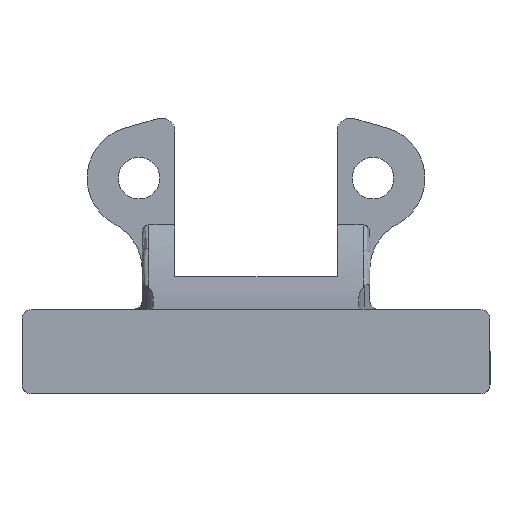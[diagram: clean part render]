
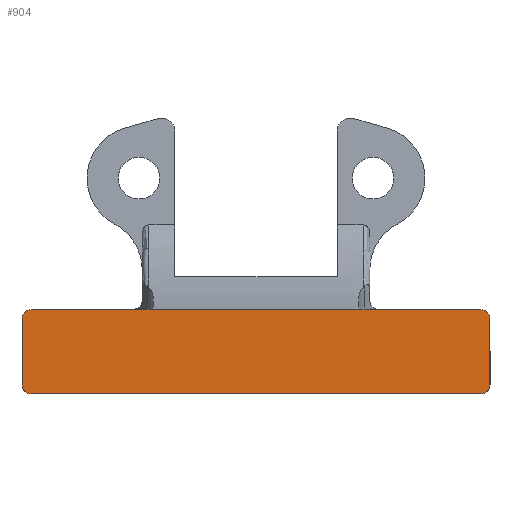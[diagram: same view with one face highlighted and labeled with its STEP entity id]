
A CAD part, left-side view. The second image highlights one B-rep face of the part: STEP entity #904.
In plain terms, the highlighted planar face has unit normal (-1, 0, 0).
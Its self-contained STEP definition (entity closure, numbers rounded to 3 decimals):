
#39=PLANE('',#990);
#70=FACE_OUTER_BOUND('',#117,.T.);
#117=EDGE_LOOP('',(#664,#665,#666,#667,#668,#669,#670,#671,#672,#673,#674,
#675,#676,#677));
#167=CIRCLE('',#991,0.7);
#168=CIRCLE('',#992,0.7);
#169=CIRCLE('',#993,0.7);
#170=CIRCLE('',#994,0.7);
#191=LINE('',#1306,#264);
#192=LINE('',#1334,#265);
#210=LINE('',#1442,#283);
#211=LINE('',#1465,#284);
#225=LINE('',#1568,#298);
#226=LINE('',#1573,#299);
#227=LINE('',#1577,#300);
#228=LINE('',#1581,#301);
#264=VECTOR('',#1050,10.);
#265=VECTOR('',#1051,10.);
#283=VECTOR('',#1105,10.);
#284=VECTOR('',#1106,10.);
#298=VECTOR('',#1150,10.);
#299=VECTOR('',#1155,10.);
#300=VECTOR('',#1158,10.);
#301=VECTOR('',#1161,10.);
#345=B_SPLINE_CURVE_WITH_KNOTS('',3,(#1488,#1489,#1490,#1491,#1492,#1493,
#1494,#1495,#1496,#1497,#1498,#1499,#1500,#1501,#1502,#1503,#1504,#1505,
#1506,#1507,#1508,#1509,#1510,#1511,#1512,#1513),.UNSPECIFIED.,.F.,.F.,
(4,2,2,2,2,2,2,2,2,2,2,2,4),(0.,0.001,0.013,
0.018,0.019,0.019,0.019,
0.019,0.019,0.02,0.021,
0.025,0.038),.UNSPECIFIED.);
#347=B_SPLINE_CURVE_WITH_KNOTS('',3,(#1583,#1584,#1585,#1586,#1587,#1588,
#1589,#1590,#1591,#1592,#1593,#1594,#1595,#1596,#1597,#1598,#1599,#1600,
#1601,#1602,#1603,#1604,#1605,#1606,#1607,#1608),.UNSPECIFIED.,.F.,.F.,
(4,2,2,2,2,2,2,2,2,2,2,2,4),(0.,0.001,0.011,
0.019,0.019,0.019,0.019,
0.02,0.02,0.02,0.022,
0.026,0.039),.UNSPECIFIED.);
#353=VERTEX_POINT('',#1303);
#354=VERTEX_POINT('',#1305);
#356=VERTEX_POINT('',#1320);
#357=VERTEX_POINT('',#1333);
#372=VERTEX_POINT('',#1406);
#380=VERTEX_POINT('',#1439);
#381=VERTEX_POINT('',#1441);
#383=VERTEX_POINT('',#1454);
#402=VERTEX_POINT('',#1570);
#403=VERTEX_POINT('',#1572);
#404=VERTEX_POINT('',#1574);
#405=VERTEX_POINT('',#1576);
#406=VERTEX_POINT('',#1578);
#407=VERTEX_POINT('',#1580);
#440=EDGE_CURVE('',#353,#354,#191,.T.);
#443=EDGE_CURVE('',#356,#357,#192,.T.);
#475=EDGE_CURVE('',#380,#381,#210,.T.);
#478=EDGE_CURVE('',#383,#372,#211,.T.);
#480=EDGE_CURVE('',#381,#383,#345,.T.);
#503=EDGE_CURVE('',#372,#353,#225,.T.);
#504=EDGE_CURVE('',#402,#380,#167,.T.);
#505=EDGE_CURVE('',#403,#402,#226,.T.);
#506=EDGE_CURVE('',#404,#403,#168,.T.);
#507=EDGE_CURVE('',#404,#405,#227,.T.);
#508=EDGE_CURVE('',#406,#405,#169,.T.);
#509=EDGE_CURVE('',#406,#407,#228,.T.);
#510=EDGE_CURVE('',#357,#407,#170,.T.);
#511=EDGE_CURVE('',#354,#356,#347,.T.);
#664=ORIENTED_EDGE('',*,*,#480,.F.);
#665=ORIENTED_EDGE('',*,*,#475,.F.);
#666=ORIENTED_EDGE('',*,*,#504,.F.);
#667=ORIENTED_EDGE('',*,*,#505,.F.);
#668=ORIENTED_EDGE('',*,*,#506,.F.);
#669=ORIENTED_EDGE('',*,*,#507,.T.);
#670=ORIENTED_EDGE('',*,*,#508,.F.);
#671=ORIENTED_EDGE('',*,*,#509,.T.);
#672=ORIENTED_EDGE('',*,*,#510,.F.);
#673=ORIENTED_EDGE('',*,*,#443,.F.);
#674=ORIENTED_EDGE('',*,*,#511,.F.);
#675=ORIENTED_EDGE('',*,*,#440,.F.);
#676=ORIENTED_EDGE('',*,*,#503,.F.);
#677=ORIENTED_EDGE('',*,*,#478,.F.);
#904=ADVANCED_FACE('',(#70),#39,.T.);
#990=AXIS2_PLACEMENT_3D('',#1569,#1151,#1152);
#991=AXIS2_PLACEMENT_3D('',#1571,#1153,#1154);
#992=AXIS2_PLACEMENT_3D('',#1575,#1156,#1157);
#993=AXIS2_PLACEMENT_3D('',#1579,#1159,#1160);
#994=AXIS2_PLACEMENT_3D('',#1582,#1162,#1163);
#1050=DIRECTION('',(0.,-1.,0.));
#1051=DIRECTION('',(0.,-1.,0.));
#1105=DIRECTION('',(0.,-1.,0.));
#1106=DIRECTION('',(0.,-1.,0.));
#1150=DIRECTION('',(0.,-1.,0.));
#1151=DIRECTION('center_axis',(-1.,0.,0.));
#1152=DIRECTION('ref_axis',(0.,0.,-1.));
#1153=DIRECTION('center_axis',(1.,0.,0.));
#1154=DIRECTION('ref_axis',(0.,0.707,0.707));
#1155=DIRECTION('',(0.,0.,1.));
#1156=DIRECTION('center_axis',(1.,0.,0.));
#1157=DIRECTION('ref_axis',(0.,0.707,-0.707));
#1158=DIRECTION('',(0.,-1.,0.));
#1159=DIRECTION('center_axis',(1.,0.,0.));
#1160=DIRECTION('ref_axis',(0.,-0.707,-0.707));
#1161=DIRECTION('',(0.,0.,1.));
#1162=DIRECTION('center_axis',(1.,0.,0.));
#1163=DIRECTION('ref_axis',(0.,-0.707,0.707));
#1303=CARTESIAN_POINT('',(-19.5,10.091,6.5));
#1305=CARTESIAN_POINT('',(-19.5,8.734,6.5));
#1306=CARTESIAN_POINT('',(-19.5,36.,6.5));
#1320=CARTESIAN_POINT('',(-19.5,8.366,6.5));
#1333=CARTESIAN_POINT('',(-19.5,0.7,6.5));
#1334=CARTESIAN_POINT('',(-19.5,36.,6.5));
#1406=CARTESIAN_POINT('',(-19.5,25.909,6.5));
#1439=CARTESIAN_POINT('',(-19.5,35.3,6.5));
#1441=CARTESIAN_POINT('',(-19.5,27.634,6.5));
#1442=CARTESIAN_POINT('',(-19.5,36.,6.5));
#1454=CARTESIAN_POINT('',(-19.5,27.266,6.5));
#1465=CARTESIAN_POINT('',(-19.5,36.,6.5));
#1488=CARTESIAN_POINT('Ctrl Pts',(-19.5,27.634,6.5));
#1489=CARTESIAN_POINT('Ctrl Pts',(-19.5,27.63,6.5));
#1490=CARTESIAN_POINT('Ctrl Pts',(-19.5,27.627,6.5));
#1491=CARTESIAN_POINT('Ctrl Pts',(-19.5,27.582,6.5));
#1492=CARTESIAN_POINT('Ctrl Pts',(-19.5,27.543,6.498));
#1493=CARTESIAN_POINT('Ctrl Pts',(-19.5,27.488,6.497));
#1494=CARTESIAN_POINT('Ctrl Pts',(-19.5,27.473,6.496));
#1495=CARTESIAN_POINT('Ctrl Pts',(-19.5,27.455,6.496));
#1496=CARTESIAN_POINT('Ctrl Pts',(-19.5,27.454,6.496));
#1497=CARTESIAN_POINT('Ctrl Pts',(-19.5,27.452,6.496));
#1498=CARTESIAN_POINT('Ctrl Pts',(-19.5,27.452,6.496));
#1499=CARTESIAN_POINT('Ctrl Pts',(-19.5,27.451,6.496));
#1500=CARTESIAN_POINT('Ctrl Pts',(-19.5,27.45,6.496));
#1501=CARTESIAN_POINT('Ctrl Pts',(-19.5,27.45,6.496));
#1502=CARTESIAN_POINT('Ctrl Pts',(-19.5,27.449,6.496));
#1503=CARTESIAN_POINT('Ctrl Pts',(-19.5,27.448,6.496));
#1504=CARTESIAN_POINT('Ctrl Pts',(-19.5,27.448,6.496));
#1505=CARTESIAN_POINT('Ctrl Pts',(-19.5,27.445,6.496));
#1506=CARTESIAN_POINT('Ctrl Pts',(-19.5,27.444,6.496));
#1507=CARTESIAN_POINT('Ctrl Pts',(-19.5,27.438,6.496));
#1508=CARTESIAN_POINT('Ctrl Pts',(-19.5,27.433,6.496));
#1509=CARTESIAN_POINT('Ctrl Pts',(-19.5,27.416,6.497));
#1510=CARTESIAN_POINT('Ctrl Pts',(-19.5,27.404,6.497));
#1511=CARTESIAN_POINT('Ctrl Pts',(-19.5,27.351,6.498));
#1512=CARTESIAN_POINT('Ctrl Pts',(-19.5,27.309,6.5));
#1513=CARTESIAN_POINT('Ctrl Pts',(-19.5,27.266,6.5));
#1568=CARTESIAN_POINT('',(-19.5,36.,6.5));
#1569=CARTESIAN_POINT('Origin',(-19.5,36.,6.5));
#1570=CARTESIAN_POINT('',(-19.5,36.,5.8));
#1571=CARTESIAN_POINT('Origin',(-19.5,35.3,5.8));
#1572=CARTESIAN_POINT('',(-19.5,36.,0.7));
#1573=CARTESIAN_POINT('',(-19.5,36.,0.));
#1574=CARTESIAN_POINT('',(-19.5,35.3,0.));
#1575=CARTESIAN_POINT('Origin',(-19.5,35.3,0.7));
#1576=CARTESIAN_POINT('',(-19.5,0.7,0.));
#1577=CARTESIAN_POINT('',(-19.5,36.,0.));
#1578=CARTESIAN_POINT('',(-19.5,0.,0.7));
#1579=CARTESIAN_POINT('Origin',(-19.5,0.7,0.7));
#1580=CARTESIAN_POINT('',(-19.5,0.,5.8));
#1581=CARTESIAN_POINT('',(-19.5,0.,4.875));
#1582=CARTESIAN_POINT('Origin',(-19.5,0.7,5.8));
#1583=CARTESIAN_POINT('Ctrl Pts',(-19.5,8.734,6.5));
#1584=CARTESIAN_POINT('Ctrl Pts',(-19.5,8.73,6.5));
#1585=CARTESIAN_POINT('Ctrl Pts',(-19.5,8.727,6.5));
#1586=CARTESIAN_POINT('Ctrl Pts',(-19.5,8.69,6.5));
#1587=CARTESIAN_POINT('Ctrl Pts',(-19.5,8.657,6.499));
#1588=CARTESIAN_POINT('Ctrl Pts',(-19.5,8.602,6.497));
#1589=CARTESIAN_POINT('Ctrl Pts',(-19.5,8.581,6.497));
#1590=CARTESIAN_POINT('Ctrl Pts',(-19.5,8.556,6.496));
#1591=CARTESIAN_POINT('Ctrl Pts',(-19.5,8.554,6.496));
#1592=CARTESIAN_POINT('Ctrl Pts',(-19.5,8.552,6.496));
#1593=CARTESIAN_POINT('Ctrl Pts',(-19.5,8.552,6.496));
#1594=CARTESIAN_POINT('Ctrl Pts',(-19.5,8.551,6.496));
#1595=CARTESIAN_POINT('Ctrl Pts',(-19.5,8.551,6.496));
#1596=CARTESIAN_POINT('Ctrl Pts',(-19.5,8.55,6.496));
#1597=CARTESIAN_POINT('Ctrl Pts',(-19.5,8.549,6.496));
#1598=CARTESIAN_POINT('Ctrl Pts',(-19.5,8.548,6.496));
#1599=CARTESIAN_POINT('Ctrl Pts',(-19.5,8.548,6.496));
#1600=CARTESIAN_POINT('Ctrl Pts',(-19.5,8.546,6.496));
#1601=CARTESIAN_POINT('Ctrl Pts',(-19.5,8.545,6.496));
#1602=CARTESIAN_POINT('Ctrl Pts',(-19.5,8.538,6.496));
#1603=CARTESIAN_POINT('Ctrl Pts',(-19.5,8.533,6.496));
#1604=CARTESIAN_POINT('Ctrl Pts',(-19.5,8.516,6.497));
#1605=CARTESIAN_POINT('Ctrl Pts',(-19.5,8.504,6.497));
#1606=CARTESIAN_POINT('Ctrl Pts',(-19.5,8.451,6.498));
#1607=CARTESIAN_POINT('Ctrl Pts',(-19.5,8.409,6.5));
#1608=CARTESIAN_POINT('Ctrl Pts',(-19.5,8.366,6.5));
